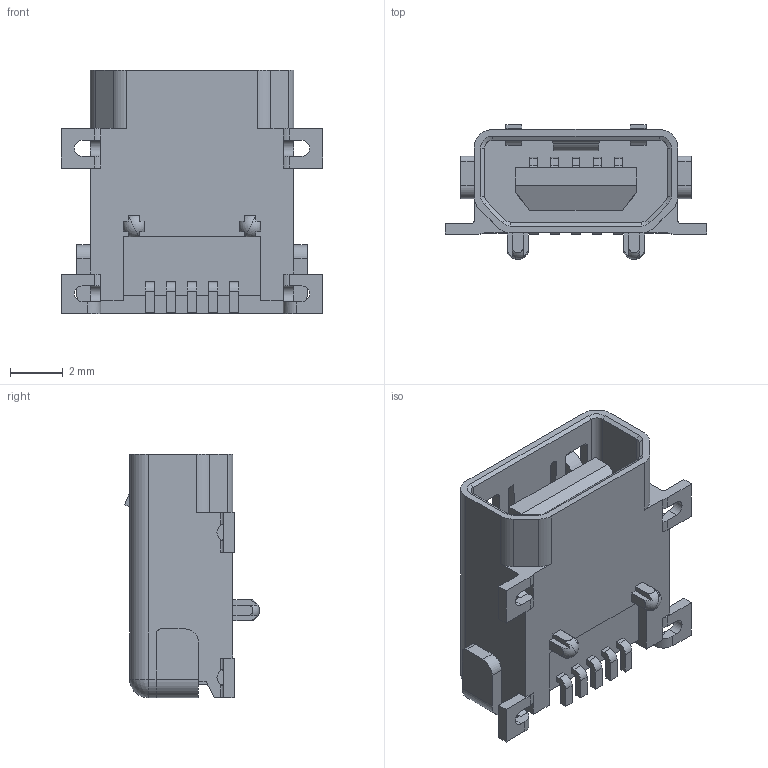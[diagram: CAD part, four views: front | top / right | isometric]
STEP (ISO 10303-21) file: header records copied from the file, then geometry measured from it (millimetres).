
FILE_DESCRIPTION((''),'2;1');
FILE_NAME('C-1734328-2','2013-01-09T',('workeradm'),('Tyco Electronics Ltd.'),'PRO/ENGINEER BY PARAMETRIC TECHNOLOGY CORPORATION, 2010430','PRO/ENGINEER BY PARAMETRIC TECHNOLOGY CORPORATION, 2010430','');
FILE_SCHEMA(('AUTOMOTIVE_DESIGN { 1 0 10303 214 1 1 1 1 }'));
Length unit declared in the file: millimetre
Products named in the file (1): C-1734328-2
Bounding box: 9.9 x 5.09 x 9.2 mm (x, y, z)
Volume: 182 mm3; surface area: 469.4 mm2
Topology: 1 solids, 1 shells, 297 faces, 827 edges, 532 vertices
Faces by surface type: plane 188, cylinder 87, bspline 10, sphere 6, cone 6
Entity records: 10107 total; most frequent: CARTESIAN_POINT 2121, ORIENTED_EDGE 1646, DIRECTION 1573, EDGE_CURVE 823, VECTOR 603, LINE 603, VERTEX_POINT 532, AXIS2_PLACEMENT_3D 485
